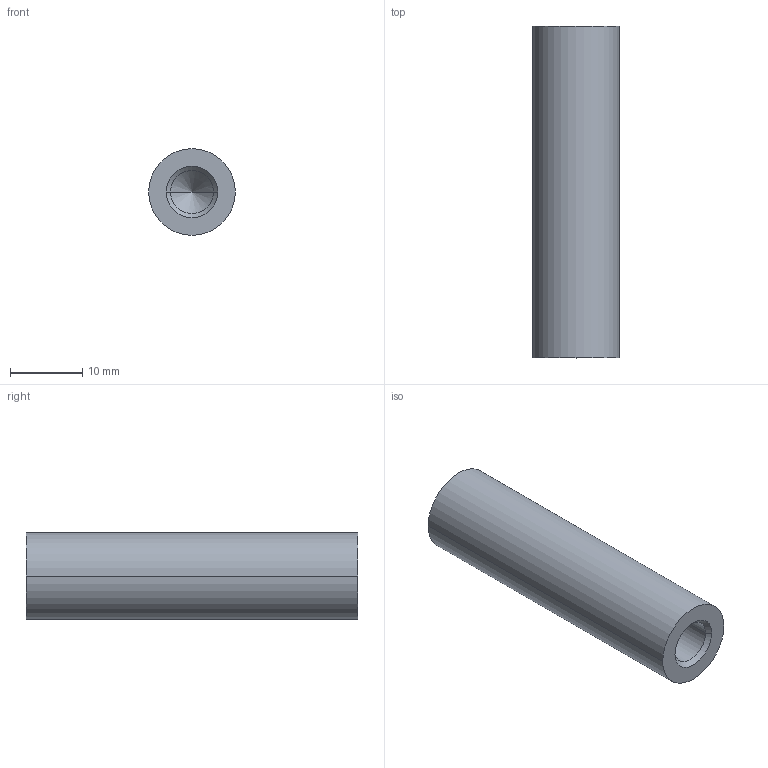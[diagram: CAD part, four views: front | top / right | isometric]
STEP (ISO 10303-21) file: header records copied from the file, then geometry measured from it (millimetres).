
FILE_DESCRIPTION((''),'2;1');
FILE_NAME('DECAPPER-2-ACTUATOR-AXIS','2020-09-30T11:59:27',('yvde'),('Device R&D - Novo Nordisk'),'CREO PARAMETRIC BY PTC INC, 2017380','CREO PARAMETRIC BY PTC INC, 2017380','');
FILE_SCHEMA(('CONFIG_CONTROL_DESIGN','SHAPE_APPEARANCE_LAYERS_GROUPS'));
Length unit declared in the file: millimetre
Products named in the file (1): DECAPPER-2-ACTUATOR-AXIS
Bounding box: 12 x 46 x 12 mm (x, y, z)
Volume: 4686.3 mm3; surface area: 2273.1 mm2
Topology: 1 solids, 1 shells, 16 faces, 34 edges, 18 vertices
Faces by surface type: cone 8, cylinder 6, plane 2
Entity records: 666 total; most frequent: COLOUR_RGB 121, DIRECTION 78, CARTESIAN_POINT 64, ORIENTED_EDGE 60, AXIS2_PLACEMENT_3D 32, PRESENTATION_STYLE_ASSIGNMENT 31, STYLED_ITEM 31, CURVE_STYLE 30
